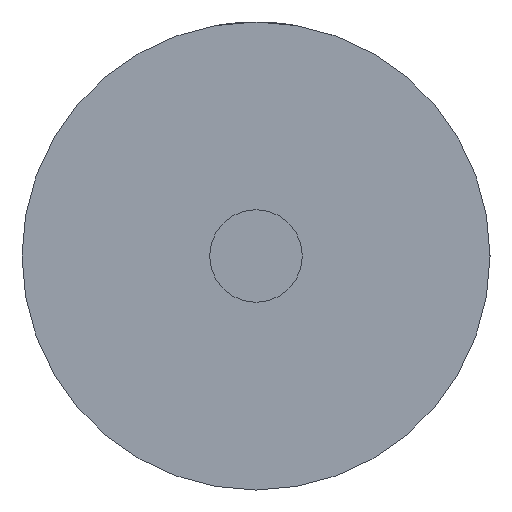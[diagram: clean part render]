
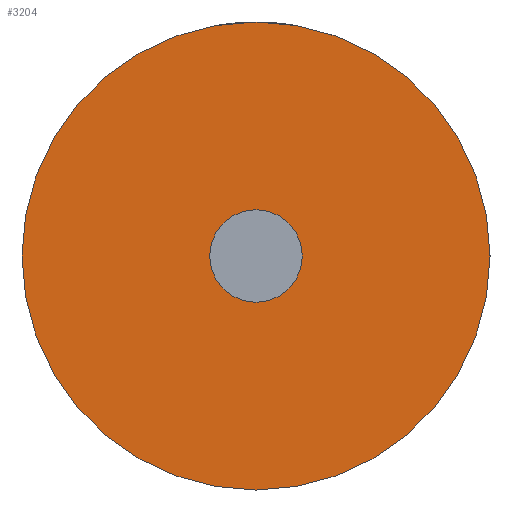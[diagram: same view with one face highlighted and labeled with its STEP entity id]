
A CAD part, left-side view. The second image highlights one B-rep face of the part: STEP entity #3204.
In plain terms, the highlighted planar face has unit normal (-1, 0, 0).
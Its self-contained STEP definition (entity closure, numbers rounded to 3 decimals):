
#55 = AXIS2_PLACEMENT_3D ( 'NONE', #3946, #3900, #1026 ) ;
#57 = EDGE_CURVE ( 'NONE', #987, #4787, #5407, .T. ) ;
#273 = ORIENTED_EDGE ( 'NONE', *, *, #5934, .F. ) ;
#282 = DIRECTION ( 'NONE',  ( 1., 0., 0. ) ) ;
#311 = CIRCLE ( 'NONE', #55, 4. ) ;
#489 = VERTEX_POINT ( 'NONE', #4102 ) ;
#567 = EDGE_LOOP ( 'NONE', ( #3125, #4747 ) ) ;
#729 = CARTESIAN_POINT ( 'NONE',  ( 0., 0., 0. ) ) ;
#782 = DIRECTION ( 'NONE',  ( 0., 0., -1. ) ) ;
#987 = VERTEX_POINT ( 'NONE', #4626 ) ;
#1026 = DIRECTION ( 'NONE',  ( 0., 0., -1. ) ) ;
#1161 = FACE_BOUND ( 'NONE', #567, .T. ) ;
#1353 = CARTESIAN_POINT ( 'NONE',  ( 0., 0., 0. ) ) ;
#1375 = AXIS2_PLACEMENT_3D ( 'NONE', #1380, #5719, #6189 ) ;
#1380 = CARTESIAN_POINT ( 'NONE',  ( 0., 0., 0. ) ) ;
#1589 = DIRECTION ( 'NONE',  ( 0., 0., -1. ) ) ;
#1670 = DIRECTION ( 'NONE',  ( 1., 0., 0. ) ) ;
#1674 = ORIENTED_EDGE ( 'NONE', *, *, #5885, .F. ) ;
#1693 = CARTESIAN_POINT ( 'NONE',  ( 0., 0., 0. ) ) ;
#2035 = AXIS2_PLACEMENT_3D ( 'NONE', #729, #1670, #1589 ) ;
#2265 = CARTESIAN_POINT ( 'NONE',  ( 0., 0., -20.25 ) ) ;
#2744 = VERTEX_POINT ( 'NONE', #2265 ) ;
#3125 = ORIENTED_EDGE ( 'NONE', *, *, #57, .F. ) ;
#3204 = ADVANCED_FACE ( 'NONE', ( #3409, #1161 ), #4728, .F. ) ;
#3286 = EDGE_CURVE ( 'NONE', #4787, #987, #311, .T. ) ;
#3288 = DIRECTION ( 'NONE',  ( -1., 0., 0. ) ) ;
#3296 = EDGE_LOOP ( 'NONE', ( #273, #1674 ) ) ;
#3409 = FACE_OUTER_BOUND ( 'NONE', #3296, .T. ) ;
#3523 = CIRCLE ( 'NONE', #5118, 20.25 ) ;
#3778 = DIRECTION ( 'NONE',  ( 0., 0., -1. ) ) ;
#3900 = DIRECTION ( 'NONE',  ( -1., 0., 0. ) ) ;
#3946 = CARTESIAN_POINT ( 'NONE',  ( 0., 0., 0. ) ) ;
#4102 = CARTESIAN_POINT ( 'NONE',  ( 0., 0., 20.25 ) ) ;
#4338 = CIRCLE ( 'NONE', #2035, 20.25 ) ;
#4626 = CARTESIAN_POINT ( 'NONE',  ( 0., 0., -4. ) ) ;
#4728 = PLANE ( 'NONE',  #1375 ) ;
#4747 = ORIENTED_EDGE ( 'NONE', *, *, #3286, .F. ) ;
#4787 = VERTEX_POINT ( 'NONE', #5712 ) ;
#5118 = AXIS2_PLACEMENT_3D ( 'NONE', #1693, #282, #782 ) ;
#5407 = CIRCLE ( 'NONE', #5638, 4. ) ;
#5638 = AXIS2_PLACEMENT_3D ( 'NONE', #1353, #3288, #3778 ) ;
#5712 = CARTESIAN_POINT ( 'NONE',  ( 0., 0., 4. ) ) ;
#5719 = DIRECTION ( 'NONE',  ( 1., 0., 0. ) ) ;
#5885 = EDGE_CURVE ( 'NONE', #2744, #489, #4338, .T. ) ;
#5934 = EDGE_CURVE ( 'NONE', #489, #2744, #3523, .T. ) ;
#6189 = DIRECTION ( 'NONE',  ( 0., 0., -1. ) ) ;
